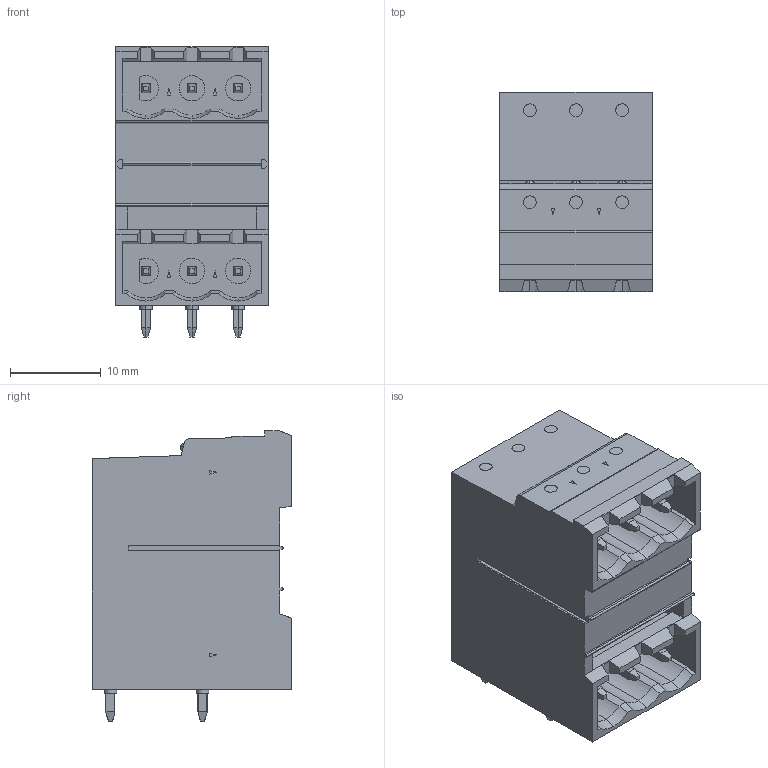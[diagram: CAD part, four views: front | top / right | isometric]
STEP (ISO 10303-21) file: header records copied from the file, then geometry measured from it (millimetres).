
FILE_DESCRIPTION(/* description */ (''),/* implementation_level */ '2;1');
FILE_NAME(/* name */ 'pxc_1762376_01_MDSTB-2-5-3-G1-5-08_3D',/* time_stamp */ '2020-01-14T05:34:36-03:00',/* author */ (''),/* organization */ (''),/* preprocessor_version */ 'ST-DEVELOPER v10',/* originating_system */ '',/* authorisation */ '');
FILE_SCHEMA (('AUTOMOTIVE_DESIGN'));
Length unit declared in the file: millimetre
Products named in the file (1): 1
Bounding box: 16.8 x 22 x 32 mm (x, y, z)
Volume: 8162 mm3; surface area: 4014.1 mm2
Topology: 1 solids, 1 shells, 541 faces, 1248 edges, 745 vertices
Faces by surface type: plane 443, bspline 98
Entity records: 13464 total; most frequent: CARTESIAN_POINT 4937, ORIENTED_EDGE 2496, EDGE_CURVE 1248, B_SPLINE_CURVE_WITH_KNOTS 973, VERTEX_POINT 745, EDGE_LOOP 577, ADVANCED_FACE 541, FACE_OUTER_BOUND 541
